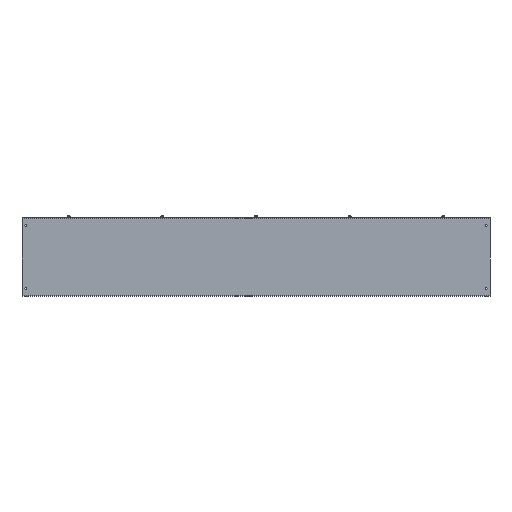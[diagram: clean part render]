
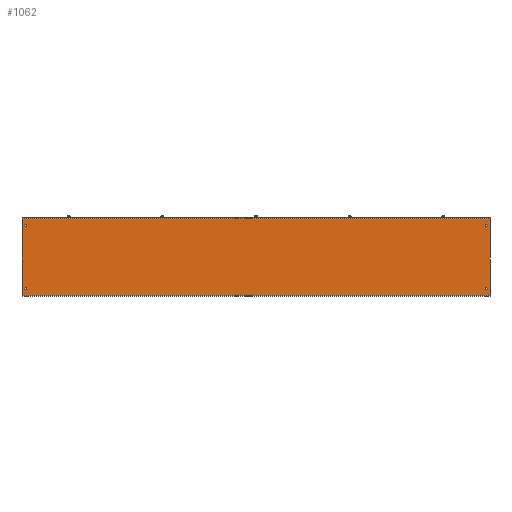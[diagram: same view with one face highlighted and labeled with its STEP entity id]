
A CAD part, left-side view. The second image highlights one B-rep face of the part: STEP entity #1062.
In plain terms, the highlighted planar face has unit normal (-1, 0, 0).
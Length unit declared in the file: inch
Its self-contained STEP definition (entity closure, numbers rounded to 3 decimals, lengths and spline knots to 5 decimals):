
#26 = LINE ( 'NONE', #11203, #6580 ) ;
#83 = VERTEX_POINT ( 'NONE', #8573 ) ;
#106 = ORIENTED_EDGE ( 'NONE', *, *, #3121, .T. ) ;
#172 = ORIENTED_EDGE ( 'NONE', *, *, #12470, .T. ) ;
#330 = FACE_BOUND ( 'NONE', #2562, .T. ) ;
#387 = CIRCLE ( 'NONE', #11062, 0.133 ) ;
#646 = ORIENTED_EDGE ( 'NONE', *, *, #11118, .T. ) ;
#735 = CIRCLE ( 'NONE', #4817, 0.133 ) ;
#953 = CARTESIAN_POINT ( 'NONE',  ( -5.072, -29.5, 8.939 ) ) ;
#970 = DIRECTION ( 'NONE',  ( 0., 0., -1. ) ) ;
#997 = CARTESIAN_POINT ( 'NONE',  ( -5.072, 29.5, 1. ) ) ;
#1062 = ADVANCED_FACE ( 'NONE', ( #11496, #6481, #11366, #330, #10561 ), #2209, .T. ) ;
#1100 = DIRECTION ( 'NONE',  ( 1., 0., 0. ) ) ;
#1325 = VERTEX_POINT ( 'NONE', #7608 ) ;
#1530 = CARTESIAN_POINT ( 'NONE',  ( -5.072, 29.5, 1.133 ) ) ;
#1648 = CARTESIAN_POINT ( 'NONE',  ( -5.072, -30., 0.108 ) ) ;
#1776 = CARTESIAN_POINT ( 'NONE',  ( -5.072, -29.5, 1. ) ) ;
#2079 = EDGE_CURVE ( 'NONE', #83, #8872, #9804, .T. ) ;
#2209 = PLANE ( 'NONE',  #2390 ) ;
#2234 = ORIENTED_EDGE ( 'NONE', *, *, #2582, .T. ) ;
#2238 = CARTESIAN_POINT ( 'NONE',  ( -5.072, 29.5, 9.072 ) ) ;
#2251 = VECTOR ( 'NONE', #7862, 39.37008 ) ;
#2390 = AXIS2_PLACEMENT_3D ( 'NONE', #7280, #9482, #12485 ) ;
#2425 = EDGE_CURVE ( 'NONE', #10587, #1325, #5944, .T. ) ;
#2562 = EDGE_LOOP ( 'NONE', ( #5361, #4074 ) ) ;
#2582 = EDGE_CURVE ( 'NONE', #83, #6354, #26, .T. ) ;
#2920 = CARTESIAN_POINT ( 'NONE',  ( -5.072, -30., 9.964 ) ) ;
#3121 = EDGE_CURVE ( 'NONE', #11502, #7878, #387, .T. ) ;
#3295 = CARTESIAN_POINT ( 'NONE',  ( -5.072, 29.5, 1. ) ) ;
#3414 = ORIENTED_EDGE ( 'NONE', *, *, #2079, .F. ) ;
#3429 = DIRECTION ( 'NONE',  ( 0., 0., 1. ) ) ;
#3867 = DIRECTION ( 'NONE',  ( 0., 0., 1. ) ) ;
#3940 = VERTEX_POINT ( 'NONE', #953 ) ;
#4074 = ORIENTED_EDGE ( 'NONE', *, *, #11343, .T. ) ;
#4080 = EDGE_LOOP ( 'NONE', ( #4388, #106 ) ) ;
#4388 = ORIENTED_EDGE ( 'NONE', *, *, #10940, .T. ) ;
#4461 = CARTESIAN_POINT ( 'NONE',  ( -5.072, 29.5, 9.205 ) ) ;
#4524 = DIRECTION ( 'NONE',  ( 0., 0., 1. ) ) ;
#4566 = EDGE_CURVE ( 'NONE', #1325, #10587, #9295, .T. ) ;
#4774 = ORIENTED_EDGE ( 'NONE', *, *, #2425, .T. ) ;
#4817 = AXIS2_PLACEMENT_3D ( 'NONE', #997, #5830, #5025 ) ;
#5025 = DIRECTION ( 'NONE',  ( 0., 0., 1. ) ) ;
#5240 = DIRECTION ( 'NONE',  ( 0., 0., 1. ) ) ;
#5361 = ORIENTED_EDGE ( 'NONE', *, *, #5376, .T. ) ;
#5376 = EDGE_CURVE ( 'NONE', #8972, #11534, #8038, .T. ) ;
#5830 = DIRECTION ( 'NONE',  ( 1., 0., 0. ) ) ;
#5854 = AXIS2_PLACEMENT_3D ( 'NONE', #2238, #11584, #4524 ) ;
#5919 = AXIS2_PLACEMENT_3D ( 'NONE', #11805, #12604, #11606 ) ;
#5944 = CIRCLE ( 'NONE', #7629, 0.133 ) ;
#6309 = CARTESIAN_POINT ( 'NONE',  ( -5.072, -29.5, 1. ) ) ;
#6351 = EDGE_LOOP ( 'NONE', ( #2234, #8464, #172, #3414 ) ) ;
#6354 = VERTEX_POINT ( 'NONE', #8532 ) ;
#6369 = DIRECTION ( 'NONE',  ( 1., 0., 0. ) ) ;
#6443 = DIRECTION ( 'NONE',  ( 0., 0., 1. ) ) ;
#6481 = FACE_BOUND ( 'NONE', #11165, .T. ) ;
#6500 = CARTESIAN_POINT ( 'NONE',  ( -5.072, -30., 0.072 ) ) ;
#6580 = VECTOR ( 'NONE', #970, 39.37008 ) ;
#6607 = EDGE_CURVE ( 'NONE', #6354, #12589, #13059, .T. ) ;
#6876 = ORIENTED_EDGE ( 'NONE', *, *, #4566, .T. ) ;
#7059 = DIRECTION ( 'NONE',  ( 0., 0., 1. ) ) ;
#7101 = CARTESIAN_POINT ( 'NONE',  ( -5.072, -29.5, 9.205 ) ) ;
#7280 = CARTESIAN_POINT ( 'NONE',  ( -5.072, 30., 0.0625 ) ) ;
#7484 = EDGE_LOOP ( 'NONE', ( #4774, #6876 ) ) ;
#7497 = VECTOR ( 'NONE', #3429, 39.37008 ) ;
#7608 = CARTESIAN_POINT ( 'NONE',  ( -5.072, -29.5, 0.867 ) ) ;
#7629 = AXIS2_PLACEMENT_3D ( 'NONE', #1776, #12924, #3867 ) ;
#7654 = DIRECTION ( 'NONE',  ( 1., 0., 0. ) ) ;
#7808 = AXIS2_PLACEMENT_3D ( 'NONE', #6309, #1100, #6443 ) ;
#7862 = DIRECTION ( 'NONE',  ( 0., -1., 0. ) ) ;
#7878 = VERTEX_POINT ( 'NONE', #1530 ) ;
#8038 = CIRCLE ( 'NONE', #5919, 0.133 ) ;
#8136 = CIRCLE ( 'NONE', #11345, 0.133 ) ;
#8335 = CARTESIAN_POINT ( 'NONE',  ( -5.072, -29.5, 1.133 ) ) ;
#8464 = ORIENTED_EDGE ( 'NONE', *, *, #6607, .T. ) ;
#8532 = CARTESIAN_POINT ( 'NONE',  ( -5.072, 30., 0.108 ) ) ;
#8573 = CARTESIAN_POINT ( 'NONE',  ( -5.072, 30., 9.964 ) ) ;
#8817 = AXIS2_PLACEMENT_3D ( 'NONE', #11989, #7654, #9721 ) ;
#8872 = VERTEX_POINT ( 'NONE', #12188 ) ;
#8972 = VERTEX_POINT ( 'NONE', #4461 ) ;
#9295 = CIRCLE ( 'NONE', #7808, 0.133 ) ;
#9482 = DIRECTION ( 'NONE',  ( -1., 0., 0. ) ) ;
#9721 = DIRECTION ( 'NONE',  ( 0., 0., 1. ) ) ;
#9804 = LINE ( 'NONE', #2920, #10835 ) ;
#9870 = DIRECTION ( 'NONE',  ( 0., -1., 0. ) ) ;
#10003 = DIRECTION ( 'NONE',  ( 1., 0., 0. ) ) ;
#10065 = CARTESIAN_POINT ( 'NONE',  ( -5.072, -29.5, 9.072 ) ) ;
#10561 = FACE_BOUND ( 'NONE', #4080, .T. ) ;
#10587 = VERTEX_POINT ( 'NONE', #8335 ) ;
#10789 = CARTESIAN_POINT ( 'NONE',  ( -5.072, 29.5, 0.867 ) ) ;
#10835 = VECTOR ( 'NONE', #9870, 39.37008 ) ;
#10918 = CARTESIAN_POINT ( 'NONE',  ( -5.072, 29.5, 8.939 ) ) ;
#10940 = EDGE_CURVE ( 'NONE', #7878, #11502, #735, .T. ) ;
#11062 = AXIS2_PLACEMENT_3D ( 'NONE', #3295, #6369, #5240 ) ;
#11118 = EDGE_CURVE ( 'NONE', #3940, #12426, #11597, .T. ) ;
#11165 = EDGE_LOOP ( 'NONE', ( #11961, #646 ) ) ;
#11203 = CARTESIAN_POINT ( 'NONE',  ( -5.072, 30., 0.072 ) ) ;
#11343 = EDGE_CURVE ( 'NONE', #11534, #8972, #12867, .T. ) ;
#11345 = AXIS2_PLACEMENT_3D ( 'NONE', #10065, #10003, #7059 ) ;
#11366 = FACE_BOUND ( 'NONE', #7484, .T. ) ;
#11496 = FACE_OUTER_BOUND ( 'NONE', #6351, .T. ) ;
#11502 = VERTEX_POINT ( 'NONE', #10789 ) ;
#11534 = VERTEX_POINT ( 'NONE', #10918 ) ;
#11584 = DIRECTION ( 'NONE',  ( 1., 0., 0. ) ) ;
#11597 = CIRCLE ( 'NONE', #8817, 0.133 ) ;
#11606 = DIRECTION ( 'NONE',  ( 0., 0., 1. ) ) ;
#11805 = CARTESIAN_POINT ( 'NONE',  ( -5.072, 29.5, 9.072 ) ) ;
#11961 = ORIENTED_EDGE ( 'NONE', *, *, #12664, .T. ) ;
#11989 = CARTESIAN_POINT ( 'NONE',  ( -5.072, -29.5, 9.072 ) ) ;
#12188 = CARTESIAN_POINT ( 'NONE',  ( -5.072, -30., 9.964 ) ) ;
#12205 = CARTESIAN_POINT ( 'NONE',  ( -5.072, 30., 0.108 ) ) ;
#12426 = VERTEX_POINT ( 'NONE', #7101 ) ;
#12470 = EDGE_CURVE ( 'NONE', #12589, #8872, #12572, .T. ) ;
#12485 = DIRECTION ( 'NONE',  ( 0., 0., 1. ) ) ;
#12572 = LINE ( 'NONE', #6500, #7497 ) ;
#12589 = VERTEX_POINT ( 'NONE', #1648 ) ;
#12604 = DIRECTION ( 'NONE',  ( 1., 0., 0. ) ) ;
#12664 = EDGE_CURVE ( 'NONE', #12426, #3940, #8136, .T. ) ;
#12867 = CIRCLE ( 'NONE', #5854, 0.133 ) ;
#12924 = DIRECTION ( 'NONE',  ( 1., 0., 0. ) ) ;
#13059 = LINE ( 'NONE', #12205, #2251 ) ;
